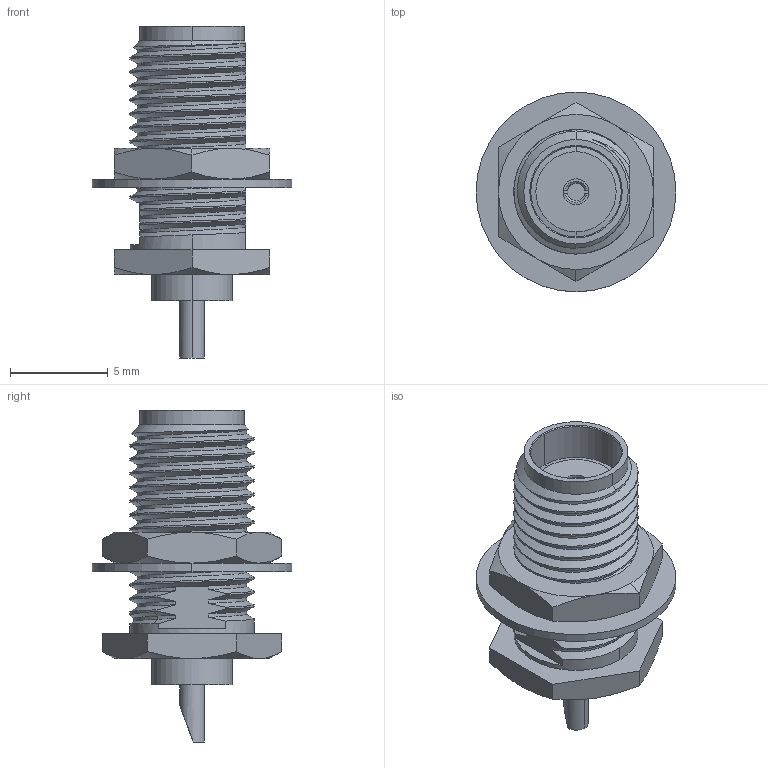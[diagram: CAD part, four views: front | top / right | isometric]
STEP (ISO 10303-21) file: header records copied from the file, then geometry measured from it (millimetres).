
FILE_DESCRIPTION (( 'STEP AP214' ), '1' );
FILE_NAME ('1053072-1.STEP', '2022-07-09T16:48:47', ( '' ), ( '' ), 'SwSTEP 2.0', 'SolidWorks 2019', '' );
FILE_SCHEMA (( 'AUTOMOTIVE_DESIGN' ));
Length unit declared in the file: millimetre
Products named in the file (1): 1053072-1
Bounding box: 10.21 x 10.21 x 16.97 mm (x, y, z)
Volume: 427.9 mm3; surface area: 622.1 mm2
Topology: 1 solids, 1 shells, 172 faces, 453 edges, 291 vertices
Faces by surface type: bspline 56, cylinder 51, plane 35, cone 30
Entity records: 24377 total; most frequent: CARTESIAN_POINT 20786, ORIENTED_EDGE 906, DIRECTION 489, EDGE_CURVE 453, VERTEX_POINT 291, B_SPLINE_CURVE_WITH_KNOTS 221, AXIS2_PLACEMENT_3D 186, EDGE_LOOP 180
